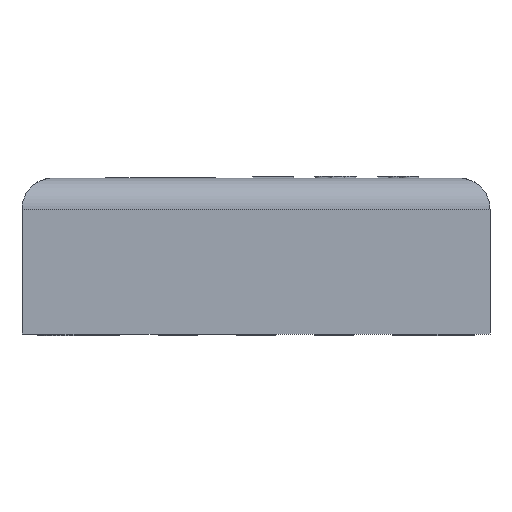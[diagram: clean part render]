
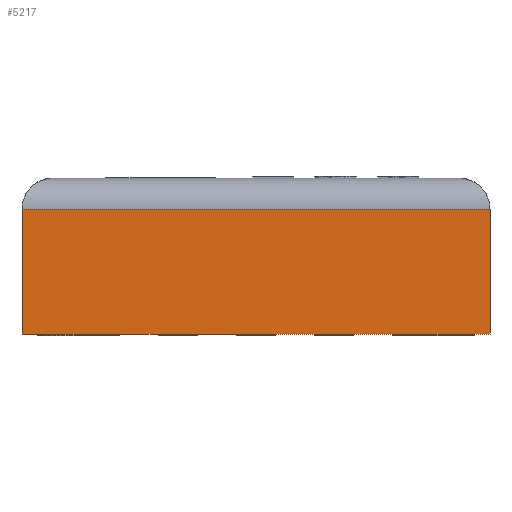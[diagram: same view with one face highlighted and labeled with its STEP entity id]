
A CAD part, left-side view. The second image highlights one B-rep face of the part: STEP entity #5217.
In plain terms, the highlighted planar face has unit normal (-1, 0, 0).
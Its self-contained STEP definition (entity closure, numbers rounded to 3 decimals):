
#4899 = EDGE_CURVE('',#4900,#4902,#4904,.T.);
#4900 = VERTEX_POINT('',#4901);
#4901 = CARTESIAN_POINT('',(-1.5,1.5,0.01));
#4902 = VERTEX_POINT('',#4903);
#4903 = CARTESIAN_POINT('',(-1.5,-1.5,0.01));
#4904 = LINE('',#4905,#4906);
#4905 = CARTESIAN_POINT('',(-1.5,1.5,0.01));
#4906 = VECTOR('',#4907,1.);
#4907 = DIRECTION('',(0.,-1.,0.));
#5217 = ADVANCED_FACE('',(#5218),#5243,.F.);
#5218 = FACE_BOUND('',#5219,.T.);
#5219 = EDGE_LOOP('',(#5220,#5228,#5236,#5242));
#5220 = ORIENTED_EDGE('',*,*,#5221,.F.);
#5221 = EDGE_CURVE('',#5222,#4902,#5224,.T.);
#5222 = VERTEX_POINT('',#5223);
#5223 = CARTESIAN_POINT('',(-1.5,-1.5,0.81));
#5224 = LINE('',#5225,#5226);
#5225 = CARTESIAN_POINT('',(-1.5,-1.5,1.01));
#5226 = VECTOR('',#5227,1.);
#5227 = DIRECTION('',(0.,0.,-1.));
#5228 = ORIENTED_EDGE('',*,*,#5229,.T.);
#5229 = EDGE_CURVE('',#5222,#5230,#5232,.T.);
#5230 = VERTEX_POINT('',#5231);
#5231 = CARTESIAN_POINT('',(-1.5,1.5,0.81));
#5232 = LINE('',#5233,#5234);
#5233 = CARTESIAN_POINT('',(-1.5,1.5,0.81));
#5234 = VECTOR('',#5235,1.);
#5235 = DIRECTION('',(0.,1.,0.));
#5236 = ORIENTED_EDGE('',*,*,#5237,.T.);
#5237 = EDGE_CURVE('',#5230,#4900,#5238,.T.);
#5238 = LINE('',#5239,#5240);
#5239 = CARTESIAN_POINT('',(-1.5,1.5,1.01));
#5240 = VECTOR('',#5241,1.);
#5241 = DIRECTION('',(0.,0.,-1.));
#5242 = ORIENTED_EDGE('',*,*,#4899,.T.);
#5243 = PLANE('',#5244);
#5244 = AXIS2_PLACEMENT_3D('',#5245,#5246,#5247);
#5245 = CARTESIAN_POINT('',(-1.5,1.5,1.01));
#5246 = DIRECTION('',(1.,0.,0.));
#5247 = DIRECTION('',(0.,1.,0.));
